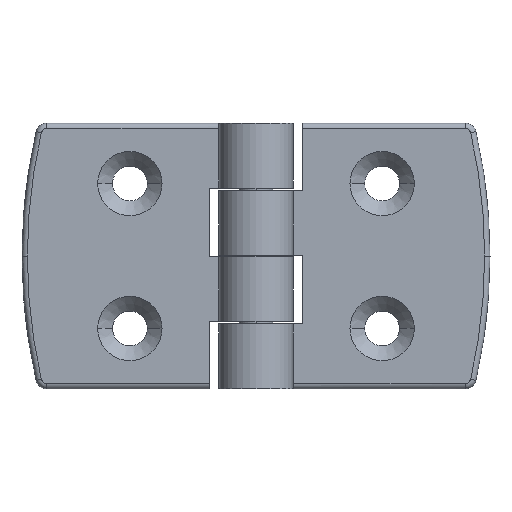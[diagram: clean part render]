
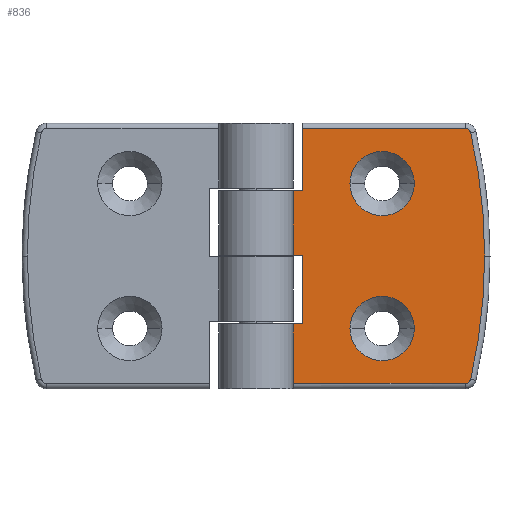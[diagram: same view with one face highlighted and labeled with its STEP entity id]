
A CAD part, top view. The second image highlights one B-rep face of the part: STEP entity #836.
In plain terms, the highlighted planar face has unit normal (0, 0, 1).
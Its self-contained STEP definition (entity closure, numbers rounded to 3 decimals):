
#61 = CARTESIAN_POINT ( 'NONE',  ( -83.494, -12.65, 3.25 ) ) ;
#118 = CARTESIAN_POINT ( 'NONE',  ( 0., -13.5, 3.25 ) ) ;
#129 = VERTEX_POINT ( 'NONE', #1820 ) ;
#134 = EDGE_CURVE ( 'NONE', #2897, #2192, #2775, .T. ) ;
#157 = EDGE_CURVE ( 'NONE', #129, #748, #555, .T. ) ;
#164 = ORIENTED_EDGE ( 'NONE', *, *, #2548, .T. ) ;
#186 = CARTESIAN_POINT ( 'NONE',  ( 16.495, -22.974, 3.25 ) ) ;
#191 = VECTOR ( 'NONE', #2923, 1000. ) ;
#238 = CARTESIAN_POINT ( 'NONE',  ( -83.494, 0., 3.25 ) ) ;
#265 = VERTEX_POINT ( 'NONE', #1482 ) ;
#274 = DIRECTION ( 'NONE',  ( 0., 0., -1. ) ) ;
#318 = CARTESIAN_POINT ( 'NONE',  ( -14.9, 0.15, 3.25 ) ) ;
#324 = CARTESIAN_POINT ( 'NONE',  ( -16.9, 0.15, 3.25 ) ) ;
#358 = CARTESIAN_POINT ( 'NONE',  ( 6., -13.5, 3.25 ) ) ;
#376 = CARTESIAN_POINT ( 'NONE',  ( 16.495, 22.974, 3.25 ) ) ;
#389 = DIRECTION ( 'NONE',  ( 0., 0., -1. ) ) ;
#395 = AXIS2_PLACEMENT_3D ( 'NONE', #1744, #423, #535 ) ;
#423 = DIRECTION ( 'NONE',  ( 0., 0., 1. ) ) ;
#480 = VECTOR ( 'NONE', #1777, 1000. ) ;
#485 = LINE ( 'NONE', #61, #480 ) ;
#494 = DIRECTION ( 'NONE',  ( 1., 0., 0. ) ) ;
#514 = AXIS2_PLACEMENT_3D ( 'NONE', #828, #769, #2151 ) ;
#534 = CARTESIAN_POINT ( 'NONE',  ( 0., -13.5, 3.25 ) ) ;
#535 = DIRECTION ( 'NONE',  ( 1., 0., 0. ) ) ;
#555 = CIRCLE ( 'NONE', #2928, 6. ) ;
#568 = CIRCLE ( 'NONE', #884, 6. ) ;
#577 = CARTESIAN_POINT ( 'NONE',  ( -16.9, 24.75, 3.25 ) ) ;
#583 = CIRCLE ( 'NONE', #2975, 102.594 ) ;
#592 = CARTESIAN_POINT ( 'NONE',  ( -6., -13.5, 3.25 ) ) ;
#636 = DIRECTION ( 'NONE',  ( 1., 0., 0. ) ) ;
#649 = EDGE_CURVE ( 'NONE', #1059, #2002, #2167, .T. ) ;
#708 = CARTESIAN_POINT ( 'NONE',  ( 0., 13.5, 3.25 ) ) ;
#748 = VERTEX_POINT ( 'NONE', #1141 ) ;
#752 = VECTOR ( 'NONE', #494, 1000. ) ;
#761 = LINE ( 'NONE', #1186, #2426 ) ;
#769 = DIRECTION ( 'NONE',  ( 0., 0., 1. ) ) ;
#790 = LINE ( 'NONE', #577, #799 ) ;
#799 = VECTOR ( 'NONE', #2783, 1000. ) ;
#803 = EDGE_CURVE ( 'NONE', #2667, #265, #1521, .T. ) ;
#817 = ORIENTED_EDGE ( 'NONE', *, *, #134, .T. ) ;
#824 = ORIENTED_EDGE ( 'NONE', *, *, #2348, .T. ) ;
#828 = CARTESIAN_POINT ( 'NONE',  ( 15.52, 22.75, 3.25 ) ) ;
#836 = ADVANCED_FACE ( 'NONE', ( #1357, #1797, #1368 ), #1148, .T. ) ;
#884 = AXIS2_PLACEMENT_3D ( 'NONE', #2317, #1727, #2534 ) ;
#962 = DIRECTION ( 'NONE',  ( 0., 0., 1. ) ) ;
#967 = EDGE_CURVE ( 'NONE', #2002, #1059, #1129, .T. ) ;
#1048 = ORIENTED_EDGE ( 'NONE', *, *, #157, .F. ) ;
#1057 = CIRCLE ( 'NONE', #514, 1. ) ;
#1059 = VERTEX_POINT ( 'NONE', #592 ) ;
#1094 = DIRECTION ( 'NONE',  ( 1., 0., 0. ) ) ;
#1118 = VERTEX_POINT ( 'NONE', #376 ) ;
#1129 = CIRCLE ( 'NONE', #2710, 6. ) ;
#1141 = CARTESIAN_POINT ( 'NONE',  ( 6., 13.5, 3.25 ) ) ;
#1143 = DIRECTION ( 'NONE',  ( 0., -1., 0. ) ) ;
#1148 = PLANE ( 'NONE',  #395 ) ;
#1162 = ORIENTED_EDGE ( 'NONE', *, *, #3056, .T. ) ;
#1186 = CARTESIAN_POINT ( 'NONE',  ( -14.9, 0., 3.25 ) ) ;
#1206 = ORIENTED_EDGE ( 'NONE', *, *, #2567, .T. ) ;
#1232 = CARTESIAN_POINT ( 'NONE',  ( -83.494, 12.15, 3.25 ) ) ;
#1309 = LINE ( 'NONE', #3006, #2517 ) ;
#1357 = FACE_BOUND ( 'NONE', #1380, .T. ) ;
#1368 = FACE_OUTER_BOUND ( 'NONE', #3011, .T. ) ;
#1369 = VERTEX_POINT ( 'NONE', #1621 ) ;
#1380 = EDGE_LOOP ( 'NONE', ( #1477, #1519 ) ) ;
#1393 = DIRECTION ( 'NONE',  ( 1., 0., 0. ) ) ;
#1401 = DIRECTION ( 'NONE',  ( -1., 0., 0. ) ) ;
#1440 = CARTESIAN_POINT ( 'NONE',  ( -16.9, -23.75, 3.25 ) ) ;
#1451 = DIRECTION ( 'NONE',  ( 0., 0., 1. ) ) ;
#1462 = ORIENTED_EDGE ( 'NONE', *, *, #2188, .F. ) ;
#1477 = ORIENTED_EDGE ( 'NONE', *, *, #967, .T. ) ;
#1482 = CARTESIAN_POINT ( 'NONE',  ( 15.52, -23.75, 3.25 ) ) ;
#1487 = CARTESIAN_POINT ( 'NONE',  ( -16.9, -12.65, 3.25 ) ) ;
#1494 = VECTOR ( 'NONE', #1094, 1000. ) ;
#1519 = ORIENTED_EDGE ( 'NONE', *, *, #649, .T. ) ;
#1521 = LINE ( 'NONE', #1785, #1494 ) ;
#1547 = EDGE_CURVE ( 'NONE', #748, #129, #568, .T. ) ;
#1554 = CARTESIAN_POINT ( 'NONE',  ( 19.1, 0., 3.25 ) ) ;
#1592 = EDGE_LOOP ( 'NONE', ( #2422, #1048 ) ) ;
#1602 = AXIS2_PLACEMENT_3D ( 'NONE', #1811, #1846, #1393 ) ;
#1610 = VERTEX_POINT ( 'NONE', #186 ) ;
#1621 = CARTESIAN_POINT ( 'NONE',  ( 15.52, 23.75, 3.25 ) ) ;
#1654 = CARTESIAN_POINT ( 'NONE',  ( 15.52, -22.75, 3.25 ) ) ;
#1697 = EDGE_CURVE ( 'NONE', #2189, #3060, #485, .T. ) ;
#1727 = DIRECTION ( 'NONE',  ( 0., 0., 1. ) ) ;
#1744 = CARTESIAN_POINT ( 'NONE',  ( -83.494, 0., 3.25 ) ) ;
#1752 = AXIS2_PLACEMENT_3D ( 'NONE', #118, #389, #1833 ) ;
#1777 = DIRECTION ( 'NONE',  ( 1., 0., 0. ) ) ;
#1785 = CARTESIAN_POINT ( 'NONE',  ( 15.52, -23.75, 3.25 ) ) ;
#1797 = FACE_BOUND ( 'NONE', #1592, .T. ) ;
#1798 = CARTESIAN_POINT ( 'NONE',  ( -14.9, 23.75, 3.25 ) ) ;
#1811 = CARTESIAN_POINT ( 'NONE',  ( -83.494, 0., 3.25 ) ) ;
#1820 = CARTESIAN_POINT ( 'NONE',  ( -6., 13.5, 3.25 ) ) ;
#1833 = DIRECTION ( 'NONE',  ( 1., 0., 0. ) ) ;
#1846 = DIRECTION ( 'NONE',  ( 0., 0., 1. ) ) ;
#1861 = DIRECTION ( 'NONE',  ( 0., -1., 0. ) ) ;
#1874 = LINE ( 'NONE', #2698, #2012 ) ;
#1919 = DIRECTION ( 'NONE',  ( 1., 0., 0. ) ) ;
#1933 = ORIENTED_EDGE ( 'NONE', *, *, #803, .T. ) ;
#1953 = CARTESIAN_POINT ( 'NONE',  ( -14.9, 12.15, 3.25 ) ) ;
#1999 = ORIENTED_EDGE ( 'NONE', *, *, #1697, .F. ) ;
#2002 = VERTEX_POINT ( 'NONE', #358 ) ;
#2012 = VECTOR ( 'NONE', #1401, 1000. ) ;
#2013 = CIRCLE ( 'NONE', #1602, 102.594 ) ;
#2051 = LINE ( 'NONE', #2669, #752 ) ;
#2056 = VERTEX_POINT ( 'NONE', #318 ) ;
#2151 = DIRECTION ( 'NONE',  ( 1., 0., 0. ) ) ;
#2166 = VERTEX_POINT ( 'NONE', #2686 ) ;
#2167 = CIRCLE ( 'NONE', #1752, 6. ) ;
#2169 = DIRECTION ( 'NONE',  ( 0., 0., 1. ) ) ;
#2188 = EDGE_CURVE ( 'NONE', #2166, #2192, #2608, .T. ) ;
#2189 = VERTEX_POINT ( 'NONE', #1487 ) ;
#2192 = VERTEX_POINT ( 'NONE', #1953 ) ;
#2304 = VERTEX_POINT ( 'NONE', #1554 ) ;
#2317 = CARTESIAN_POINT ( 'NONE',  ( 0., 13.5, 3.25 ) ) ;
#2348 = EDGE_CURVE ( 'NONE', #1118, #1369, #1057, .T. ) ;
#2422 = ORIENTED_EDGE ( 'NONE', *, *, #1547, .F. ) ;
#2426 = VECTOR ( 'NONE', #1861, 1000. ) ;
#2517 = VECTOR ( 'NONE', #1143, 1000. ) ;
#2534 = DIRECTION ( 'NONE',  ( 1., 0., 0. ) ) ;
#2542 = ORIENTED_EDGE ( 'NONE', *, *, #3120, .T. ) ;
#2548 = EDGE_CURVE ( 'NONE', #265, #1610, #2983, .T. ) ;
#2567 = EDGE_CURVE ( 'NONE', #2166, #2683, #1309, .T. ) ;
#2608 = LINE ( 'NONE', #1232, #191 ) ;
#2660 = DIRECTION ( 'NONE',  ( 1., 0., 0. ) ) ;
#2667 = VERTEX_POINT ( 'NONE', #1440 ) ;
#2669 = CARTESIAN_POINT ( 'NONE',  ( -83.494, 0.15, 3.25 ) ) ;
#2683 = VERTEX_POINT ( 'NONE', #324 ) ;
#2686 = CARTESIAN_POINT ( 'NONE',  ( -16.9, 12.15, 3.25 ) ) ;
#2698 = CARTESIAN_POINT ( 'NONE',  ( -14.9, 23.75, 3.25 ) ) ;
#2710 = AXIS2_PLACEMENT_3D ( 'NONE', #534, #274, #1919 ) ;
#2712 = DIRECTION ( 'NONE',  ( 1., 0., 0. ) ) ;
#2725 = ORIENTED_EDGE ( 'NONE', *, *, #3106, .T. ) ;
#2768 = CARTESIAN_POINT ( 'NONE',  ( -14.9, -12.65, 3.25 ) ) ;
#2775 = LINE ( 'NONE', #2829, #3017 ) ;
#2783 = DIRECTION ( 'NONE',  ( 0., -1., 0. ) ) ;
#2797 = EDGE_CURVE ( 'NONE', #1610, #2304, #583, .T. ) ;
#2829 = CARTESIAN_POINT ( 'NONE',  ( -14.9, 0., 3.25 ) ) ;
#2883 = ORIENTED_EDGE ( 'NONE', *, *, #3138, .T. ) ;
#2897 = VERTEX_POINT ( 'NONE', #1798 ) ;
#2923 = DIRECTION ( 'NONE',  ( 1., 0., 0. ) ) ;
#2928 = AXIS2_PLACEMENT_3D ( 'NONE', #708, #2169, #2660 ) ;
#2975 = AXIS2_PLACEMENT_3D ( 'NONE', #238, #962, #2712 ) ;
#2983 = CIRCLE ( 'NONE', #2995, 1. ) ;
#2995 = AXIS2_PLACEMENT_3D ( 'NONE', #1654, #1451, #636 ) ;
#3006 = CARTESIAN_POINT ( 'NONE',  ( -16.9, 24.75, 3.25 ) ) ;
#3011 = EDGE_LOOP ( 'NONE', ( #2883, #1933, #164, #3114, #3026, #824, #1162, #817, #1462, #1206, #2725, #2542, #1999 ) ) ;
#3017 = VECTOR ( 'NONE', #3061, 1000. ) ;
#3026 = ORIENTED_EDGE ( 'NONE', *, *, #3105, .T. ) ;
#3056 = EDGE_CURVE ( 'NONE', #1369, #2897, #1874, .T. ) ;
#3060 = VERTEX_POINT ( 'NONE', #2768 ) ;
#3061 = DIRECTION ( 'NONE',  ( 0., -1., 0. ) ) ;
#3105 = EDGE_CURVE ( 'NONE', #2304, #1118, #2013, .T. ) ;
#3106 = EDGE_CURVE ( 'NONE', #2683, #2056, #2051, .T. ) ;
#3114 = ORIENTED_EDGE ( 'NONE', *, *, #2797, .T. ) ;
#3120 = EDGE_CURVE ( 'NONE', #2056, #3060, #761, .T. ) ;
#3138 = EDGE_CURVE ( 'NONE', #2189, #2667, #790, .T. ) ;
